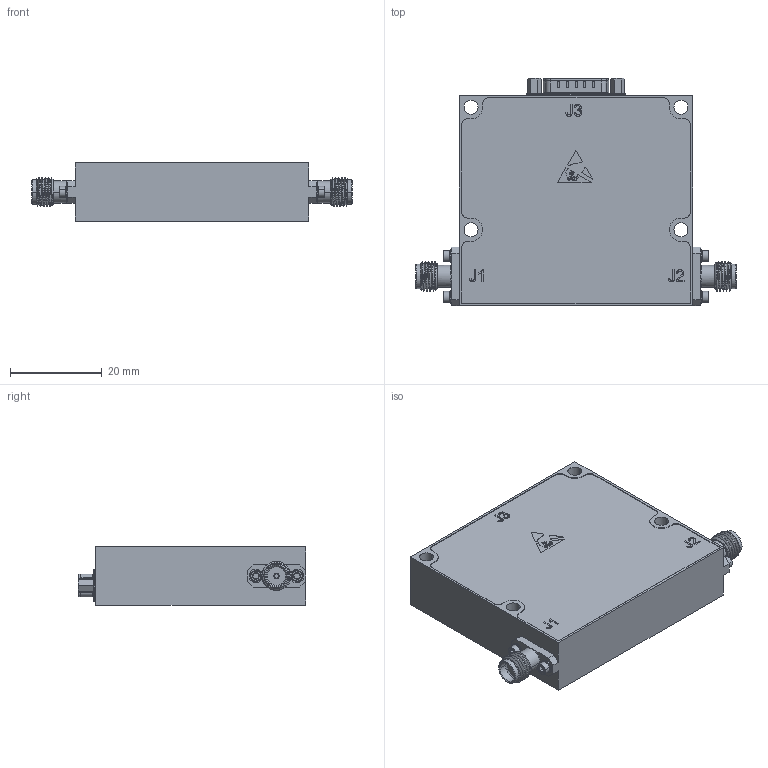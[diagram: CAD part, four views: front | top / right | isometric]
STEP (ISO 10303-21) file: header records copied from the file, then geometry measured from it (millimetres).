
FILE_DESCRIPTION (( 'STEP AP214' ), '1' );
FILE_NAME ('FMAT6001_3D.STEP', '2022-07-21T16:30:54', ( '' ), ( '' ), 'SwSTEP 2.0', 'SolidWorks 2021', '' );
FILE_SCHEMA (( 'AUTOMOTIVE_DESIGN' ));
Length unit declared in the file: inch
Products named in the file (1): FMAT6001_3D
Bounding box: 69.85 x 49.48 x 12.7 mm (x, y, z)
Volume: 29482.8 mm3; surface area: 8753.3 mm2
Topology: 1 solids, 7 shells, 721 faces, 1797 edges, 1132 vertices
Faces by surface type: plane 294, cylinder 207, cone 91, bspline 74, sphere 30, torus 25
Entity records: 28155 total; most frequent: CARTESIAN_POINT 11893, ORIENTED_EDGE 3458, DIRECTION 3195, EDGE_CURVE 1729, AXIS2_PLACEMENT_3D 1144, VERTEX_POINT 1102, VECTOR 907, LINE 907
